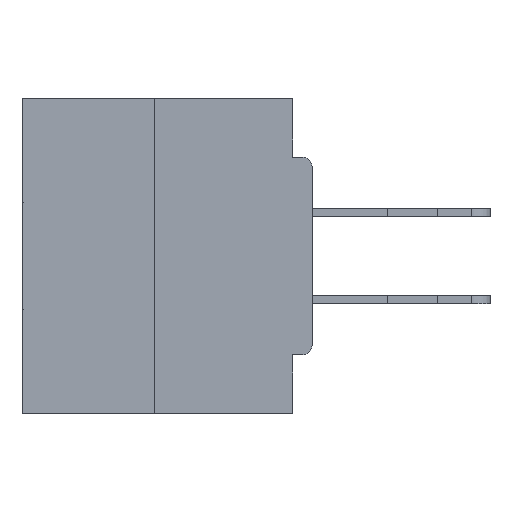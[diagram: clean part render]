
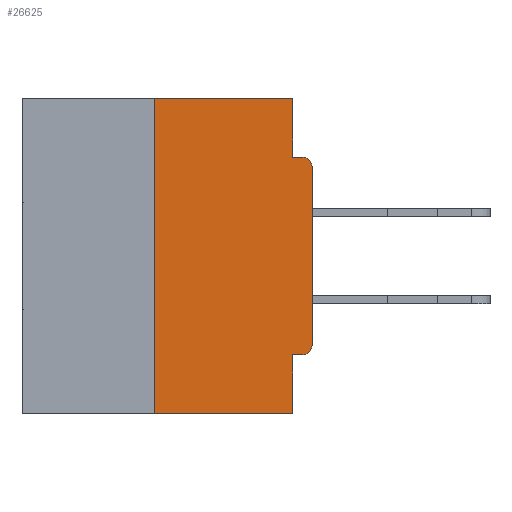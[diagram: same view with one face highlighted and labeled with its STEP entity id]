
A CAD part, left-side view. The second image highlights one B-rep face of the part: STEP entity #26625.
In plain terms, the highlighted planar face has unit normal (-1, 0, 0).
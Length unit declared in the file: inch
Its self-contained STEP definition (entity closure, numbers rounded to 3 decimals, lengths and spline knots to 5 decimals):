
#816 = VERTEX_POINT ( 'NONE', #10229 ) ;
#1008 = LINE ( 'NONE', #11212, #29706 ) ;
#1439 = CARTESIAN_POINT ( 'NONE',  ( 0., 0.031, -0.5 ) ) ;
#1922 = LINE ( 'NONE', #20326, #12818 ) ;
#2158 = EDGE_CURVE ( 'NONE', #17371, #36556, #12453, .T. ) ;
#2892 = ORIENTED_EDGE ( 'NONE', *, *, #2158, .F. ) ;
#3196 = VECTOR ( 'NONE', #23604, 39.37008 ) ;
#3654 = LINE ( 'NONE', #29580, #12276 ) ;
#6398 = LINE ( 'NONE', #36336, #29171 ) ;
#6511 = CARTESIAN_POINT ( 'NONE',  ( 0., 0.015, -0.4065 ) ) ;
#7241 = DIRECTION ( 'NONE',  ( 0., 0., 1. ) ) ;
#7384 = EDGE_CURVE ( 'NONE', #17371, #31919, #14162, .T. ) ;
#7943 = ORIENTED_EDGE ( 'NONE', *, *, #31915, .T. ) ;
#8130 = EDGE_CURVE ( 'NONE', #27181, #14197, #6398, .T. ) ;
#8383 = CARTESIAN_POINT ( 'NONE',  ( 0., 0.031, -0.5 ) ) ;
#9548 = LINE ( 'NONE', #37743, #3196 ) ;
#10229 = CARTESIAN_POINT ( 'NONE',  ( 0., 0., -0.1085 ) ) ;
#10895 = ORIENTED_EDGE ( 'NONE', *, *, #22552, .F. ) ;
#11212 = CARTESIAN_POINT ( 'NONE',  ( 0., 0., 0. ) ) ;
#11289 = VECTOR ( 'NONE', #12733, 39.37008 ) ;
#11667 = DIRECTION ( 'NONE',  ( 1., 0., 0. ) ) ;
#11677 = EDGE_LOOP ( 'NONE', ( #12772, #16184, #36470, #10895, #2892, #27380, #7943, #20010, #21911, #28844 ) ) ;
#11787 = CARTESIAN_POINT ( 'NONE',  ( 0., 0.46, 0. ) ) ;
#12069 = CARTESIAN_POINT ( 'NONE',  ( 0., 0.015, -0.0935 ) ) ;
#12276 = VECTOR ( 'NONE', #24124, 39.37008 ) ;
#12453 = LINE ( 'NONE', #14816, #26620 ) ;
#12733 = DIRECTION ( 'NONE',  ( 0., 0., -1. ) ) ;
#12772 = ORIENTED_EDGE ( 'NONE', *, *, #21459, .F. ) ;
#12818 = VECTOR ( 'NONE', #37641, 39.37008 ) ;
#13253 = VECTOR ( 'NONE', #33105, 39.37008 ) ;
#13927 = DIRECTION ( 'NONE',  ( 0., 0., -1. ) ) ;
#14143 = DIRECTION ( 'NONE',  ( 0., 0., 1. ) ) ;
#14162 = CIRCLE ( 'NONE', #24963, 0.015 ) ;
#14197 = VERTEX_POINT ( 'NONE', #23483 ) ;
#14816 = CARTESIAN_POINT ( 'NONE',  ( 0., 0., -0.4065 ) ) ;
#15159 = EDGE_CURVE ( 'NONE', #15404, #34472, #3654, .T. ) ;
#15404 = VERTEX_POINT ( 'NONE', #22946 ) ;
#16184 = ORIENTED_EDGE ( 'NONE', *, *, #8130, .F. ) ;
#17331 = PLANE ( 'NONE',  #28131 ) ;
#17371 = VERTEX_POINT ( 'NONE', #6511 ) ;
#17851 = DIRECTION ( 'NONE',  ( 0., 0., -1. ) ) ;
#19112 = LINE ( 'NONE', #1439, #11289 ) ;
#20010 = ORIENTED_EDGE ( 'NONE', *, *, #32029, .T. ) ;
#20326 = CARTESIAN_POINT ( 'NONE',  ( 0., 0.46, -0.5 ) ) ;
#20447 = DIRECTION ( 'NONE',  ( 0., 0., -1. ) ) ;
#21023 = CARTESIAN_POINT ( 'NONE',  ( 0., 0.031, 0. ) ) ;
#21459 = EDGE_CURVE ( 'NONE', #14197, #36493, #9548, .T. ) ;
#21911 = ORIENTED_EDGE ( 'NONE', *, *, #15159, .F. ) ;
#22552 = EDGE_CURVE ( 'NONE', #36556, #31998, #19112, .T. ) ;
#22946 = CARTESIAN_POINT ( 'NONE',  ( 0., 0.031, -0.0935 ) ) ;
#23483 = CARTESIAN_POINT ( 'NONE',  ( 0., 0.25, 0. ) ) ;
#23604 = DIRECTION ( 'NONE',  ( 0., -1., 0. ) ) ;
#23710 = CARTESIAN_POINT ( 'NONE',  ( 0., 0.25, -0.5 ) ) ;
#24124 = DIRECTION ( 'NONE',  ( 0., -1., 0. ) ) ;
#24963 = AXIS2_PLACEMENT_3D ( 'NONE', #30387, #33969, #13927 ) ;
#25763 = CARTESIAN_POINT ( 'NONE',  ( 0., 0., -0.3915 ) ) ;
#26620 = VECTOR ( 'NONE', #29361, 39.37008 ) ;
#26625 = ADVANCED_FACE ( 'NONE', ( #29764 ), #17331, .F. ) ;
#27181 = VERTEX_POINT ( 'NONE', #23710 ) ;
#27380 = ORIENTED_EDGE ( 'NONE', *, *, #7384, .T. ) ;
#28131 = AXIS2_PLACEMENT_3D ( 'NONE', #11787, #11667, #17851 ) ;
#28528 = AXIS2_PLACEMENT_3D ( 'NONE', #32014, #30082, #20447 ) ;
#28844 = ORIENTED_EDGE ( 'NONE', *, *, #37021, .F. ) ;
#29171 = VECTOR ( 'NONE', #7241, 39.37008 ) ;
#29361 = DIRECTION ( 'NONE',  ( 0., 1., 0. ) ) ;
#29580 = CARTESIAN_POINT ( 'NONE',  ( 0., 0., -0.0935 ) ) ;
#29706 = VECTOR ( 'NONE', #14143, 39.37008 ) ;
#29764 = FACE_OUTER_BOUND ( 'NONE', #11677, .T. ) ;
#30082 = DIRECTION ( 'NONE',  ( -1., 0., 0. ) ) ;
#30387 = CARTESIAN_POINT ( 'NONE',  ( 0., 0.015, -0.3915 ) ) ;
#31854 = EDGE_CURVE ( 'NONE', #27181, #31998, #1922, .T. ) ;
#31915 = EDGE_CURVE ( 'NONE', #31919, #816, #1008, .T. ) ;
#31919 = VERTEX_POINT ( 'NONE', #25763 ) ;
#31998 = VERTEX_POINT ( 'NONE', #8383 ) ;
#32014 = CARTESIAN_POINT ( 'NONE',  ( 0., 0.015, -0.1085 ) ) ;
#32029 = EDGE_CURVE ( 'NONE', #816, #34472, #35199, .T. ) ;
#32904 = LINE ( 'NONE', #21023, #13253 ) ;
#33105 = DIRECTION ( 'NONE',  ( 0., 0., -1. ) ) ;
#33315 = CARTESIAN_POINT ( 'NONE',  ( 0., 0.031, 0. ) ) ;
#33969 = DIRECTION ( 'NONE',  ( -1., 0., 0. ) ) ;
#34472 = VERTEX_POINT ( 'NONE', #12069 ) ;
#35199 = CIRCLE ( 'NONE', #28528, 0.015 ) ;
#36245 = CARTESIAN_POINT ( 'NONE',  ( 0., 0.031, -0.4065 ) ) ;
#36336 = CARTESIAN_POINT ( 'NONE',  ( 0., 0.25, 0. ) ) ;
#36470 = ORIENTED_EDGE ( 'NONE', *, *, #31854, .T. ) ;
#36493 = VERTEX_POINT ( 'NONE', #33315 ) ;
#36556 = VERTEX_POINT ( 'NONE', #36245 ) ;
#37021 = EDGE_CURVE ( 'NONE', #36493, #15404, #32904, .T. ) ;
#37641 = DIRECTION ( 'NONE',  ( 0., -1., 0. ) ) ;
#37743 = CARTESIAN_POINT ( 'NONE',  ( 0., 0.46, 0. ) ) ;
